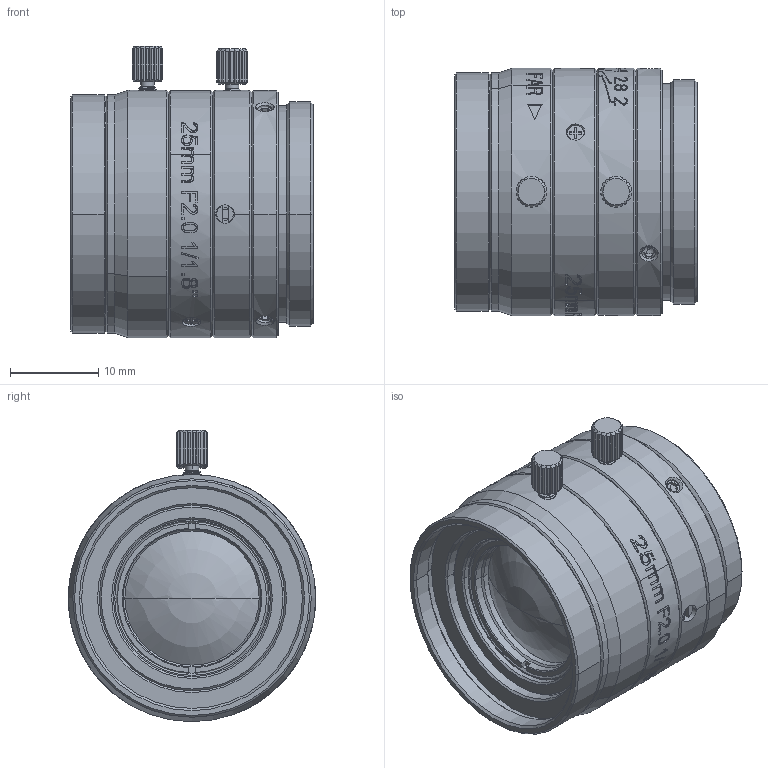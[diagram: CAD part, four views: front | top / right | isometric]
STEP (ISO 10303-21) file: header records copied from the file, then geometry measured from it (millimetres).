
FILE_DESCRIPTION(('FreeCAD Model'),'2;1');
FILE_NAME('Open CASCADE Shape Model','2025-01-22T11:45:43',('Author'),( ''),'Open CASCADE STEP processor 7.8','FreeCAD','Unknown');
FILE_SCHEMA(('AUTOMOTIVE_DESIGN { 1 0 10303 214 1 1 1 1 }'));
Length unit declared in the file: millimetre
Products named in the file (21): VA-LCM-5MP-25MM-F2.0-018; MSBR-34; MSBR-33; MSBR-32; MSBR-31; MSBR-30; MSBR-29; MSBR-28; MSBR-27; MSBR-26; MSBR-25; MSBR-24; MSBR-23; MSBR-18; MSBR-17; MSBR-16; MSBR-15; MSBR-14; MSBR-13; MSBR-2; MSBR-1
Assembly tree (20 placements, depth 2):
  VA-LCM-5MP-25MM-F2.0-018
    MSBR-34
    MSBR-33
    MSBR-32
    MSBR-31
    MSBR-30
    MSBR-29
    MSBR-28
    MSBR-27
    MSBR-26
    MSBR-25
    MSBR-24
    MSBR-23
    MSBR-18
    MSBR-17
    MSBR-16
    MSBR-15
    MSBR-14
    MSBR-13
    MSBR-2
    MSBR-1
Bounding box: 27.5 x 28 x 33 mm (x, y, z)
Volume: 9354.4 mm3; surface area: 15116 mm2
Topology: 20 solids, 20 shells, 1684 faces, 4620 edges, 3044 vertices
Faces by surface type: plane 674, bspline 421, cylinder 346, cone 233, sphere 8, torus 2
Entity records: 73827 total; most frequent: CARTESIAN_POINT 33659, ORIENTED_EDGE 9224, DIRECTION 6836, EDGE_CURVE 4612, VERTEX_POINT 3044, AXIS2_PLACEMENT_3D 2518, FACE_BOUND 1810, EDGE_LOOP 1810
